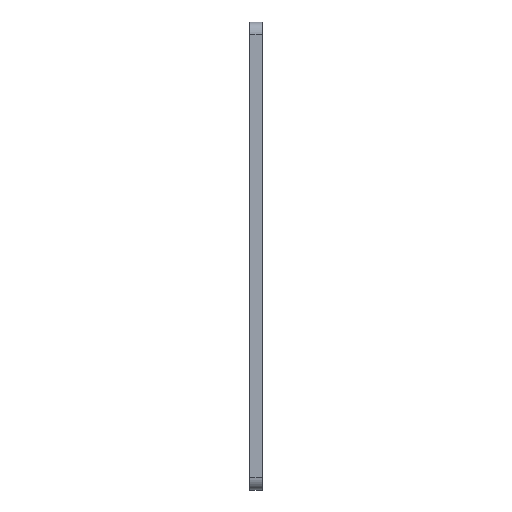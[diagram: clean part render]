
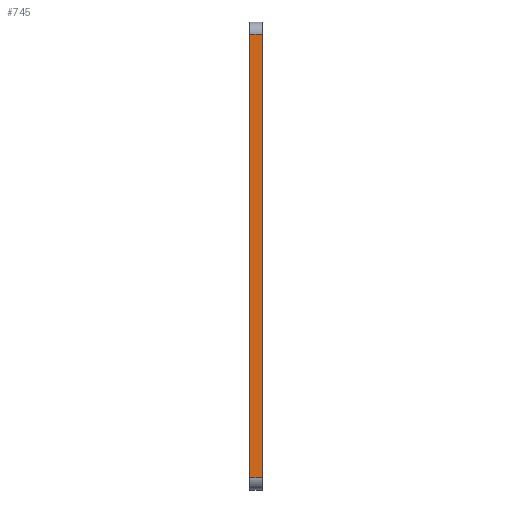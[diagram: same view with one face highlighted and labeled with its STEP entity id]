
A CAD part, left-side view. The second image highlights one B-rep face of the part: STEP entity #745.
In plain terms, the highlighted planar face has unit normal (-1, 0, 0).
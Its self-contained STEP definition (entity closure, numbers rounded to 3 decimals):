
#17 = CARTESIAN_POINT ( 'NONE',  ( -38., 0., -18. ) ) ;
#27 = CARTESIAN_POINT ( 'NONE',  ( -38., 0., -18. ) ) ;
#40 = EDGE_LOOP ( 'NONE', ( #910, #407, #405, #299 ) ) ;
#88 = PLANE ( 'NONE',  #287 ) ;
#137 = VECTOR ( 'NONE', #494, 1000. ) ;
#178 = DIRECTION ( 'NONE',  ( 0., 1., 0. ) ) ;
#193 = CARTESIAN_POINT ( 'NONE',  ( -38., 0., -15. ) ) ;
#226 = CARTESIAN_POINT ( 'NONE',  ( -38., 3., -15. ) ) ;
#228 = CARTESIAN_POINT ( 'NONE',  ( -38., 0., 95. ) ) ;
#287 = AXIS2_PLACEMENT_3D ( 'NONE', #27, #887, #578 ) ;
#299 = ORIENTED_EDGE ( 'NONE', *, *, #525, .T. ) ;
#310 = CARTESIAN_POINT ( 'NONE',  ( -38., 3., 95. ) ) ;
#334 = VERTEX_POINT ( 'NONE', #228 ) ;
#405 = ORIENTED_EDGE ( 'NONE', *, *, #744, .F. ) ;
#407 = ORIENTED_EDGE ( 'NONE', *, *, #495, .T. ) ;
#422 = LINE ( 'NONE', #853, #137 ) ;
#463 = VECTOR ( 'NONE', #791, 1000. ) ;
#494 = DIRECTION ( 'NONE',  ( 0., 0., 1. ) ) ;
#495 = EDGE_CURVE ( 'NONE', #334, #780, #742, .T. ) ;
#525 = EDGE_CURVE ( 'NONE', #817, #829, #838, .T. ) ;
#571 = DIRECTION ( 'NONE',  ( 0., -1., 0. ) ) ;
#574 = LINE ( 'NONE', #17, #463 ) ;
#578 = DIRECTION ( 'NONE',  ( 0., 0., 1. ) ) ;
#586 = VECTOR ( 'NONE', #571, 1000. ) ;
#742 = LINE ( 'NONE', #884, #752 ) ;
#744 = EDGE_CURVE ( 'NONE', #817, #780, #422, .T. ) ;
#745 = ADVANCED_FACE ( 'NONE', ( #801 ), #88, .T. ) ;
#752 = VECTOR ( 'NONE', #178, 1000. ) ;
#756 = EDGE_CURVE ( 'NONE', #829, #334, #574, .T. ) ;
#780 = VERTEX_POINT ( 'NONE', #310 ) ;
#791 = DIRECTION ( 'NONE',  ( 0., 0., 1. ) ) ;
#801 = FACE_OUTER_BOUND ( 'NONE', #40, .T. ) ;
#803 = CARTESIAN_POINT ( 'NONE',  ( -38., 0., -15. ) ) ;
#817 = VERTEX_POINT ( 'NONE', #226 ) ;
#829 = VERTEX_POINT ( 'NONE', #803 ) ;
#838 = LINE ( 'NONE', #193, #586 ) ;
#853 = CARTESIAN_POINT ( 'NONE',  ( -38., 3., -18. ) ) ;
#884 = CARTESIAN_POINT ( 'NONE',  ( -38., 0., 95. ) ) ;
#887 = DIRECTION ( 'NONE',  ( -1., 0., 0. ) ) ;
#910 = ORIENTED_EDGE ( 'NONE', *, *, #756, .T. ) ;
